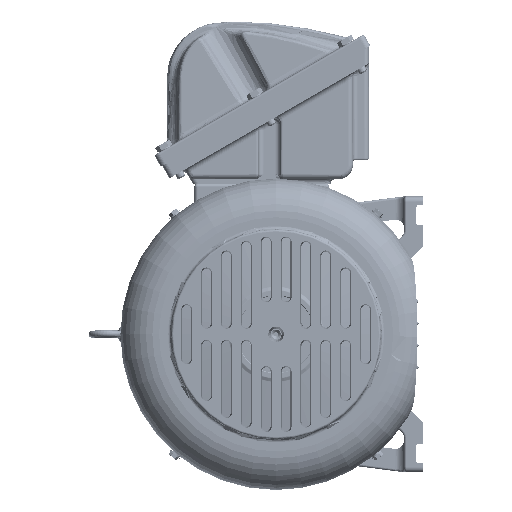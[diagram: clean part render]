
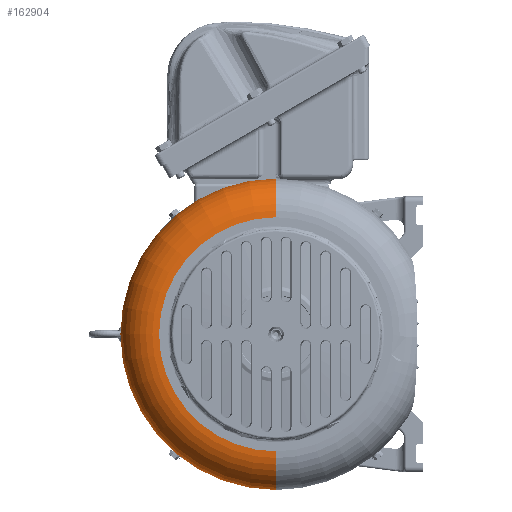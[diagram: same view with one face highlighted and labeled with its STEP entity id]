
A CAD part, left-side view. The second image highlights one B-rep face of the part: STEP entity #162904.
In plain terms, the highlighted toroidal (fillet/blend) face has major radius 106 mm and minor radius 35 mm.
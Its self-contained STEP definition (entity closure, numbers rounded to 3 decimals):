
#161650=CARTESIAN_POINT('Vertex',(-172.2,-0.704,141.)) ;
#161989=CARTESIAN_POINT('Vertex',(-172.2,-0.704,-141.)) ;
#161992=CARTESIAN_POINT('Axis2P3D Location',(-172.2,-0.704,0.)) ;
#162139=CARTESIAN_POINT('Axis2P3D Location',(-172.2,-0.704,-106.)) ;
#162143=CARTESIAN_POINT('Vertex',(-207.2,-0.704,-106.)) ;
#162252=CARTESIAN_POINT('Axis2P3D Location',(-172.2,-0.704,106.)) ;
#162256=CARTESIAN_POINT('Vertex',(-207.2,-0.704,106.)) ;
#162888=CARTESIAN_POINT('Axis2P3D Location',(-172.2,-0.704,0.)) ;
#162893=CARTESIAN_POINT('Axis2P3D Location',(-207.2,-0.704,0.)) ;
#161993=DIRECTION('Axis2P3D Direction',(-1.,0.,0.)) ;
#162140=DIRECTION('Axis2P3D Direction',(0.,1.,0.)) ;
#162253=DIRECTION('Axis2P3D Direction',(-0.,-1.,0.)) ;
#162889=DIRECTION('Axis2P3D Direction',(-1.,0.,0.)) ;
#162890=DIRECTION('Axis2P3D XDirection',(0.,0.,1.)) ;
#162894=DIRECTION('Axis2P3D Direction',(-1.,0.,0.)) ;
#161994=AXIS2_PLACEMENT_3D('Circle Axis2P3D',#161992,#161993,$) ;
#162141=AXIS2_PLACEMENT_3D('Circle Axis2P3D',#162139,#162140,$) ;
#162254=AXIS2_PLACEMENT_3D('Circle Axis2P3D',#162252,#162253,$) ;
#162891=AXIS2_PLACEMENT_3D('Torus Axis2P3D',#162888,#162889,#162890) ;
#162895=AXIS2_PLACEMENT_3D('Circle Axis2P3D',#162893,#162894,$) ;
#162899=ORIENTED_EDGE('',*,*,#161996,.F.) ;
#162900=ORIENTED_EDGE('',*,*,#162145,.T.) ;
#162901=ORIENTED_EDGE('',*,*,#162897,.F.) ;
#162902=ORIENTED_EDGE('',*,*,#162258,.F.) ;
#162904=ADVANCED_FACE('\X2\51434EF6672C9AD4\X0\',(#162903),#162892,.T.) ;
#161995=CIRCLE('generated circle',#161994,141.) ;
#162142=CIRCLE('generated circle',#162141,35.) ;
#162255=CIRCLE('generated circle',#162254,35.) ;
#162896=CIRCLE('generated circle',#162895,106.) ;
#162892=TOROIDAL_SURFACE('homeo Torus',#162891,106.,35.) ;
#161996=EDGE_CURVE('',#161990,#161651,#161995,.F.) ;
#162145=EDGE_CURVE('',#161990,#162144,#162142,.T.) ;
#162258=EDGE_CURVE('',#161651,#162257,#162255,.T.) ;
#162897=EDGE_CURVE('',#162257,#162144,#162896,.T.) ;
#162898=EDGE_LOOP('',(#162899,#162900,#162901,#162902)) ;
#162903=FACE_OUTER_BOUND('',#162898,.T.) ;
#161651=VERTEX_POINT('',#161650) ;
#161990=VERTEX_POINT('',#161989) ;
#162144=VERTEX_POINT('',#162143) ;
#162257=VERTEX_POINT('',#162256) ;
